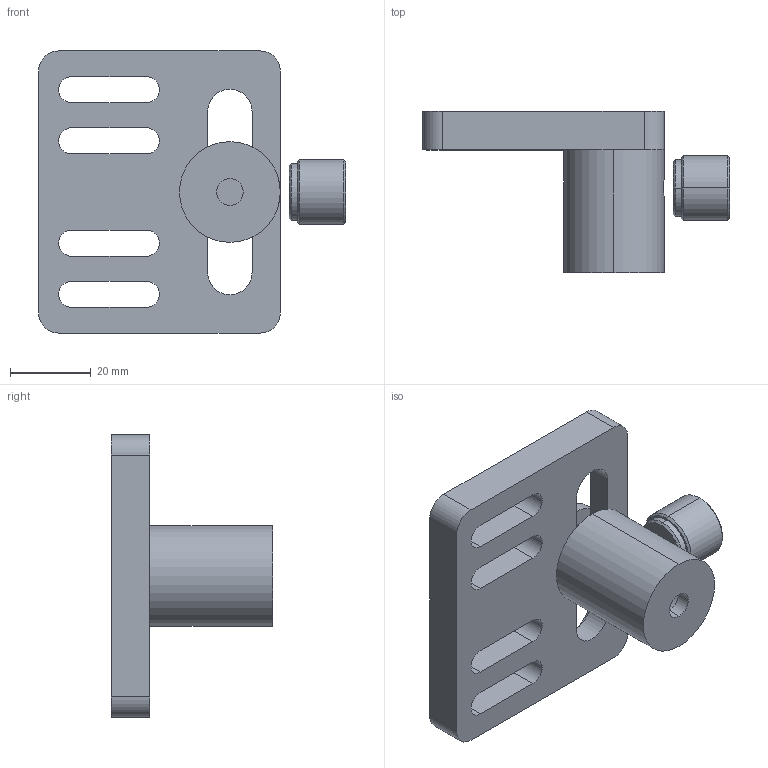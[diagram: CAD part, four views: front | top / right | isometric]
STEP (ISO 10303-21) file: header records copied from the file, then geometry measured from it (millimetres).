
FILE_DESCRIPTION (( 'STEP AP203' ), '1' );
FILE_NAME ('02SDB-8.STEP', '2022-11-22T04:24:58', ( '' ), ( '' ), 'SwSTEP 2.0', 'SolidWorks 2021', '' );
FILE_SCHEMA (( 'CONFIG_CONTROL_DESIGN' ));
Length unit declared in the file: millimetre
Products named in the file (1): 02SDB-8
Bounding box: 76.2 x 40 x 70 mm (x, y, z)
Surface area: 18823.3 mm2 (no closed solid volume)
Topology: 0 solids, 5 shells, 93 faces, 420 edges, 338 vertices
Faces by surface type: plane 53, cylinder 34, cone 6
Entity records: 4663 total; most frequent: CARTESIAN_POINT 1150, DIRECTION 730, ORIENTED_EDGE 600, EDGE_CURVE 420, VERTEX_POINT 338, LINE 278, VECTOR 278, AXIS2_PLACEMENT_3D 226
